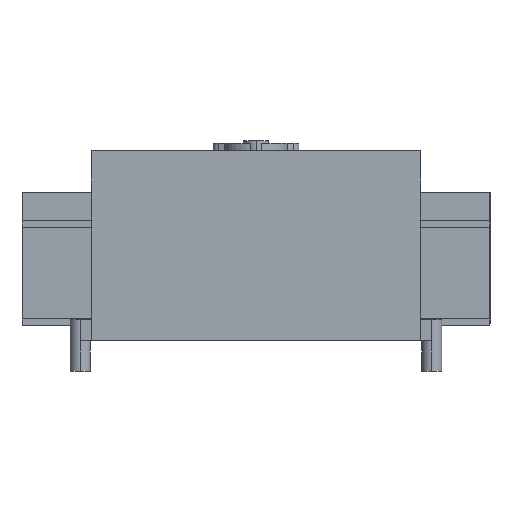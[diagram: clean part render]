
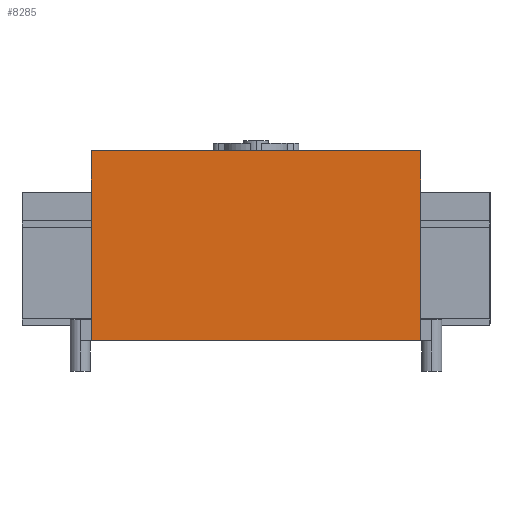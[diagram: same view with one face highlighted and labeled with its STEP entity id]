
A CAD part, left-side view. The second image highlights one B-rep face of the part: STEP entity #8285.
In plain terms, the highlighted planar face has unit normal (-1, 0, 0).
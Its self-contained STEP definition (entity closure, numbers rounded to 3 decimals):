
#2828=CARTESIAN_POINT('',(0.,-147.5,170.0));
#2829=VERTEX_POINT('',#2828);
#2836=CARTESIAN_POINT('',(0.,-147.5,0.0));
#2837=VERTEX_POINT('',#2836);
#2838=CARTESIAN_POINT('',(0.,-147.5,0.0));
#2839=DIRECTION('',(0.0,0.0,1.0));
#2840=VECTOR('',#2839,170.0);
#2841=LINE('',#2838,#2840);
#2842=EDGE_CURVE('',#2837,#2829,#2841,.T.);
#4145=CARTESIAN_POINT('',(0.,147.5,0.0));
#4146=VERTEX_POINT('',#4145);
#4153=CARTESIAN_POINT('',(0.,147.5,170.0));
#4154=VERTEX_POINT('',#4153);
#4155=CARTESIAN_POINT('',(0.,147.5,0.0));
#4156=DIRECTION('',(0.0,0.0,1.0));
#4157=VECTOR('',#4156,170.0);
#4158=LINE('',#4155,#4157);
#4159=EDGE_CURVE('',#4146,#4154,#4158,.T.);
#5044=CARTESIAN_POINT('',(0.,-147.5,170.0));
#5045=DIRECTION('',(0.0,1.0,0.0));
#5046=VECTOR('',#5045,295.0);
#5047=LINE('',#5044,#5046);
#5048=EDGE_CURVE('',#2829,#4154,#5047,.T.);
#8264=CARTESIAN_POINT('',(0.,147.5,0.0));
#8265=DIRECTION('',(0.0,-1.0,0.0));
#8266=VECTOR('',#8265,295.0);
#8267=LINE('',#8264,#8266);
#8268=EDGE_CURVE('',#4146,#2837,#8267,.T.);
#8274=CARTESIAN_POINT('',(0.,-147.5,0.0));
#8275=DIRECTION('',(-1.0,0.0,0.0));
#8276=DIRECTION('',(0.0,0.0,1.0));
#8277=AXIS2_PLACEMENT_3D('',#8274,#8275,#8276);
#8278=PLANE('',#8277);
#8279=ORIENTED_EDGE('',*,*,#5048,.T.);
#8280=ORIENTED_EDGE('',*,*,#4159,.F.);
#8281=ORIENTED_EDGE('',*,*,#8268,.T.);
#8282=ORIENTED_EDGE('',*,*,#2842,.T.);
#8283=EDGE_LOOP('',(#8279,#8280,#8281,#8282));
#8284=FACE_OUTER_BOUND('',#8283,.T.);
#8285=ADVANCED_FACE('',(#8284),#8278,.T.);
